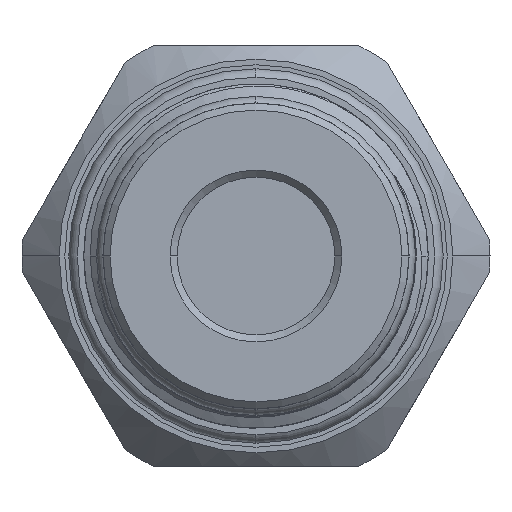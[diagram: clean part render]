
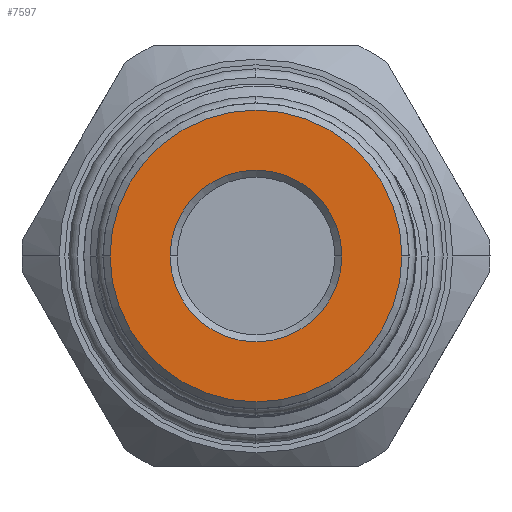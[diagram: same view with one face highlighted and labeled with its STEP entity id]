
A CAD part, left-side view. The second image highlights one B-rep face of the part: STEP entity #7597.
In plain terms, the highlighted planar face has unit normal (-1, 0, 0).
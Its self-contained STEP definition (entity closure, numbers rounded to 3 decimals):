
#757 = DIRECTION ( 'NONE',  ( 1., 0., 0. ) ) ;
#969 = CARTESIAN_POINT ( 'NONE',  ( -72.795, -4.9, 0. ) ) ;
#1040 = VERTEX_POINT ( 'NONE', #4754 ) ;
#1303 = ORIENTED_EDGE ( 'NONE', *, *, #6907, .T. ) ;
#1604 = DIRECTION ( 'NONE',  ( 0., 1., 0. ) ) ;
#1690 = DIRECTION ( 'NONE',  ( -1., 0., 0. ) ) ;
#2062 = EDGE_LOOP ( 'NONE', ( #7386, #11177 ) ) ;
#2796 = PLANE ( 'NONE',  #13621 ) ;
#2868 = VERTEX_POINT ( 'NONE', #969 ) ;
#3553 = DIRECTION ( 'NONE',  ( 0., -1., 0. ) ) ;
#4082 = CARTESIAN_POINT ( 'NONE',  ( -72.795, 0., 0. ) ) ;
#4711 = EDGE_CURVE ( 'NONE', #2868, #11186, #13626, .T. ) ;
#4754 = CARTESIAN_POINT ( 'NONE',  ( -72.795, -8.325, 0. ) ) ;
#4801 = AXIS2_PLACEMENT_3D ( 'NONE', #14643, #8651, #3553 ) ;
#5234 = CARTESIAN_POINT ( 'NONE',  ( -72.795, 4.9, 0. ) ) ;
#5368 = DIRECTION ( 'NONE',  ( -1., 0., 0. ) ) ;
#5614 = CARTESIAN_POINT ( 'NONE',  ( -72.795, 0., 0. ) ) ;
#5712 = DIRECTION ( 'NONE',  ( 0., -1., 0. ) ) ;
#5861 = CIRCLE ( 'NONE', #9153, 4.9 ) ;
#6907 = EDGE_CURVE ( 'NONE', #11186, #2868, #5861, .T. ) ;
#7386 = ORIENTED_EDGE ( 'NONE', *, *, #10634, .T. ) ;
#7597 = ADVANCED_FACE ( 'NONE', ( #11696, #12905 ), #2796, .F. ) ;
#8196 = VERTEX_POINT ( 'NONE', #10647 ) ;
#8325 = CARTESIAN_POINT ( 'NONE',  ( -72.795, 0., 0. ) ) ;
#8651 = DIRECTION ( 'NONE',  ( 1., 0., 0. ) ) ;
#8854 = CIRCLE ( 'NONE', #9051, 8.325 ) ;
#9051 = AXIS2_PLACEMENT_3D ( 'NONE', #5614, #1690, #14428 ) ;
#9153 = AXIS2_PLACEMENT_3D ( 'NONE', #8325, #757, #5712 ) ;
#9238 = CARTESIAN_POINT ( 'NONE',  ( -72.795, 0., 0. ) ) ;
#9333 = DIRECTION ( 'NONE',  ( 1., 0., 0. ) ) ;
#9700 = EDGE_LOOP ( 'NONE', ( #1303, #15687 ) ) ;
#10634 = EDGE_CURVE ( 'NONE', #1040, #8196, #12269, .T. ) ;
#10647 = CARTESIAN_POINT ( 'NONE',  ( -72.795, 8.325, 0. ) ) ;
#11177 = ORIENTED_EDGE ( 'NONE', *, *, #12524, .T. ) ;
#11186 = VERTEX_POINT ( 'NONE', #5234 ) ;
#11696 = FACE_BOUND ( 'NONE', #9700, .T. ) ;
#12269 = CIRCLE ( 'NONE', #14351, 8.325 ) ;
#12524 = EDGE_CURVE ( 'NONE', #8196, #1040, #8854, .T. ) ;
#12905 = FACE_OUTER_BOUND ( 'NONE', #2062, .T. ) ;
#13621 = AXIS2_PLACEMENT_3D ( 'NONE', #4082, #9333, #15661 ) ;
#13626 = CIRCLE ( 'NONE', #4801, 4.9 ) ;
#14351 = AXIS2_PLACEMENT_3D ( 'NONE', #9238, #5368, #1604 ) ;
#14428 = DIRECTION ( 'NONE',  ( 0., 1., 0. ) ) ;
#14643 = CARTESIAN_POINT ( 'NONE',  ( -72.795, 0., 0. ) ) ;
#15661 = DIRECTION ( 'NONE',  ( 0., -1., 0. ) ) ;
#15687 = ORIENTED_EDGE ( 'NONE', *, *, #4711, .T. ) ;
